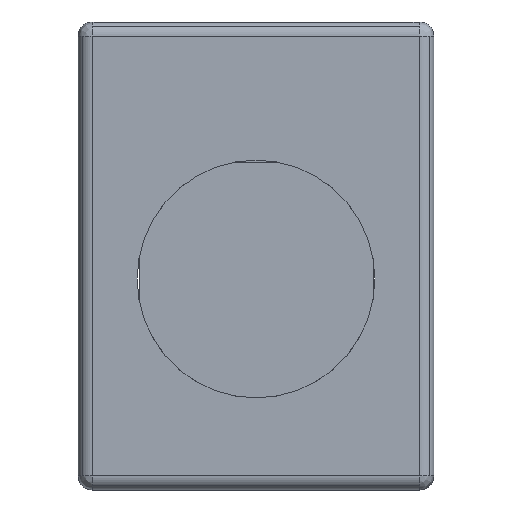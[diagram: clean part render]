
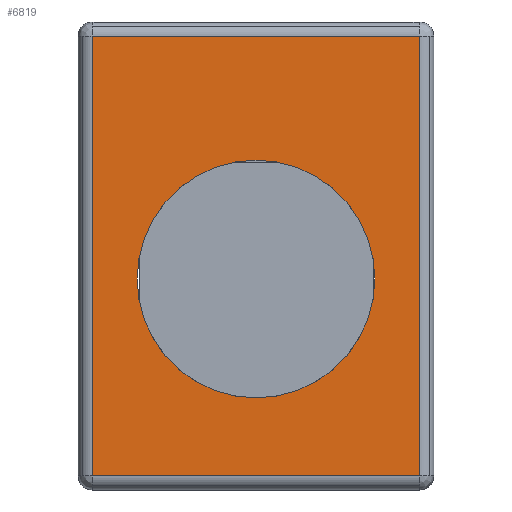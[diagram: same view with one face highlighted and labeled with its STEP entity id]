
A CAD part, left-side view. The second image highlights one B-rep face of the part: STEP entity #6819.
In plain terms, the highlighted planar face has unit normal (-1, 0, 0).
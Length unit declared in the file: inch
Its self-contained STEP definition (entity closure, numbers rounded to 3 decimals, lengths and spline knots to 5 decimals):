
#76 = VECTOR ( 'NONE', #7083, 39.37008 ) ;
#91 = CIRCLE ( 'NONE', #115, 0.5 ) ;
#115 = AXIS2_PLACEMENT_3D ( 'NONE', #7365, #7020, #7471 ) ;
#541 = EDGE_CURVE ( 'NONE', #4269, #2727, #91, .T. ) ;
#656 = EDGE_CURVE ( 'NONE', #3876, #4292, #5856, .T. ) ;
#863 = EDGE_CURVE ( 'NONE', #2726, #4269, #3724, .T. ) ;
#1001 = CARTESIAN_POINT ( 'NONE',  ( -0.3094, -0.8839, -1.67616 ) ) ;
#1015 = DIRECTION ( 'NONE',  ( 0., 1., 0. ) ) ;
#1422 = DIRECTION ( 'NONE',  ( 1., 0., 0. ) ) ;
#1439 = CARTESIAN_POINT ( 'NONE',  ( -0.3094, -0.50988, -0.84782 ) ) ;
#1454 = CARTESIAN_POINT ( 'NONE',  ( -0.3094, 0.17909, -1.67616 ) ) ;
#1482 = CARTESIAN_POINT ( 'NONE',  ( -0.3094, -1.19886, 0.17423 ) ) ;
#1493 = CARTESIAN_POINT ( 'NONE',  ( -0.3094, 0.17909, 0.17423 ) ) ;
#1597 = DIRECTION ( 'NONE',  ( 0., 0., 1. ) ) ;
#1602 = CARTESIAN_POINT ( 'NONE',  ( -0.3094, -1.00988, -0.84782 ) ) ;
#1936 = EDGE_LOOP ( 'NONE', ( #4106, #4030, #4137 ) ) ;
#2701 = EDGE_LOOP ( 'NONE', ( #4399, #4374, #4353, #4267 ) ) ;
#2726 = VERTEX_POINT ( 'NONE', #4781 ) ;
#2727 = VERTEX_POINT ( 'NONE', #4780 ) ;
#2898 = CIRCLE ( 'NONE', #2900, 0.5 ) ;
#2900 = AXIS2_PLACEMENT_3D ( 'NONE', #1439, #1422, #1597 ) ;
#3425 = DIRECTION ( 'NONE',  ( 0., 0., 1. ) ) ;
#3426 = DIRECTION ( 'NONE',  ( -1., 0., 0. ) ) ;
#3429 = CARTESIAN_POINT ( 'NONE',  ( -0.3094, -1.25792, -1.73522 ) ) ;
#3430 = PLANE ( 'NONE',  #7851 ) ;
#3607 = VECTOR ( 'NONE', #9013, 39.37008 ) ;
#3661 = VECTOR ( 'NONE', #8678, 39.37008 ) ;
#3724 = CIRCLE ( 'NONE', #3735, 0.5 ) ;
#3735 = AXIS2_PLACEMENT_3D ( 'NONE', #4733, #5102, #4622 ) ;
#3747 = VECTOR ( 'NONE', #1015, 39.37008 ) ;
#3876 = VERTEX_POINT ( 'NONE', #4696 ) ;
#4030 = ORIENTED_EDGE ( 'NONE', *, *, #6422, .T. ) ;
#4106 = ORIENTED_EDGE ( 'NONE', *, *, #541, .T. ) ;
#4137 = ORIENTED_EDGE ( 'NONE', *, *, #863, .T. ) ;
#4213 = VERTEX_POINT ( 'NONE', #1454 ) ;
#4267 = ORIENTED_EDGE ( 'NONE', *, *, #656, .T. ) ;
#4269 = VERTEX_POINT ( 'NONE', #1602 ) ;
#4292 = VERTEX_POINT ( 'NONE', #1482 ) ;
#4352 = VERTEX_POINT ( 'NONE', #1493 ) ;
#4353 = ORIENTED_EDGE ( 'NONE', *, *, #6395, .F. ) ;
#4374 = ORIENTED_EDGE ( 'NONE', *, *, #6580, .T. ) ;
#4399 = ORIENTED_EDGE ( 'NONE', *, *, #6731, .T. ) ;
#4622 = DIRECTION ( 'NONE',  ( 0., 0., 1. ) ) ;
#4696 = CARTESIAN_POINT ( 'NONE',  ( -0.3094, -1.19886, -1.67616 ) ) ;
#4733 = CARTESIAN_POINT ( 'NONE',  ( -0.3094, -0.50988, -0.84782 ) ) ;
#4780 = CARTESIAN_POINT ( 'NONE',  ( -0.3094, -0.00988, -0.84782 ) ) ;
#4781 = CARTESIAN_POINT ( 'NONE',  ( -0.3094, -0.50988, -0.34782 ) ) ;
#5102 = DIRECTION ( 'NONE',  ( 1., 0., 0. ) ) ;
#5856 = LINE ( 'NONE', #7155, #76 ) ;
#5973 = LINE ( 'NONE', #1001, #3747 ) ;
#6395 = EDGE_CURVE ( 'NONE', #3876, #4213, #5973, .T. ) ;
#6422 = EDGE_CURVE ( 'NONE', #2727, #2726, #2898, .T. ) ;
#6580 = EDGE_CURVE ( 'NONE', #4352, #4213, #8154, .T. ) ;
#6731 = EDGE_CURVE ( 'NONE', #4292, #4352, #8009, .T. ) ;
#6819 = ADVANCED_FACE ( 'NONE', ( #8063, #8145 ), #3430, .T. ) ;
#7020 = DIRECTION ( 'NONE',  ( 1., 0., 0. ) ) ;
#7083 = DIRECTION ( 'NONE',  ( 0., 0., 1. ) ) ;
#7155 = CARTESIAN_POINT ( 'NONE',  ( -0.3094, -1.19886, -1.73522 ) ) ;
#7365 = CARTESIAN_POINT ( 'NONE',  ( -0.3094, -0.50988, -0.84782 ) ) ;
#7471 = DIRECTION ( 'NONE',  ( 0., 0., 1. ) ) ;
#7851 = AXIS2_PLACEMENT_3D ( 'NONE', #3429, #3426, #3425 ) ;
#8009 = LINE ( 'NONE', #8560, #3607 ) ;
#8063 = FACE_BOUND ( 'NONE', #1936, .T. ) ;
#8145 = FACE_OUTER_BOUND ( 'NONE', #2701, .T. ) ;
#8154 = LINE ( 'NONE', #8679, #3661 ) ;
#8560 = CARTESIAN_POINT ( 'NONE',  ( -0.3094, -1.25792, 0.17423 ) ) ;
#8678 = DIRECTION ( 'NONE',  ( 0., 0., -1. ) ) ;
#8679 = CARTESIAN_POINT ( 'NONE',  ( -0.3094, 0.17909, -1.73522 ) ) ;
#9013 = DIRECTION ( 'NONE',  ( 0., 1., 0. ) ) ;
